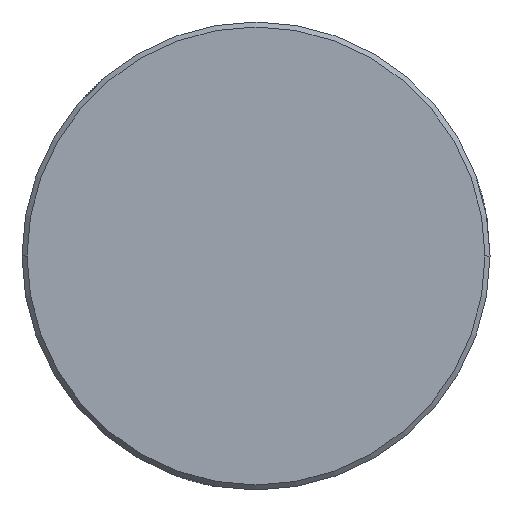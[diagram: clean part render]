
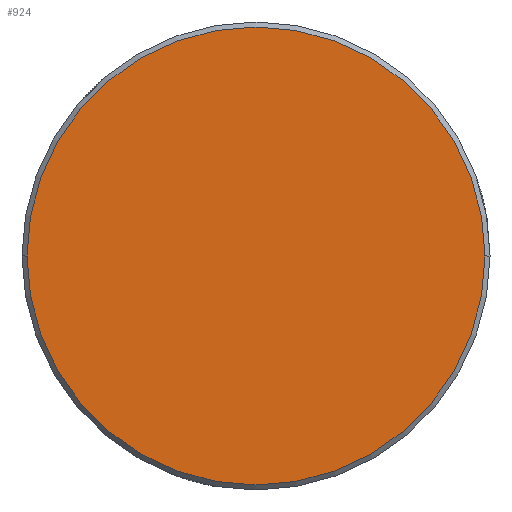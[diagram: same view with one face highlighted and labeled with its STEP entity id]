
A CAD part, left-side view. The second image highlights one B-rep face of the part: STEP entity #924.
In plain terms, the highlighted planar face has unit normal (-1, 0, 0).
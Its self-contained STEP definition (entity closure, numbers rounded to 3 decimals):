
#51 = EDGE_CURVE ( 'NONE', #259, #625, #346, .T. ) ;
#59 = PLANE ( 'NONE',  #575 ) ;
#106 = AXIS2_PLACEMENT_3D ( 'NONE', #1071, #291, #548 ) ;
#121 = EDGE_LOOP ( 'NONE', ( #972, #647 ) ) ;
#142 = DIRECTION ( 'NONE',  ( 0., 0., 1. ) ) ;
#144 = CARTESIAN_POINT ( 'NONE',  ( -97.96, -13.864, -13.864 ) ) ;
#229 = DIRECTION ( 'NONE',  ( -1., 0., 0. ) ) ;
#249 = DIRECTION ( 'NONE',  ( 0., 1., 0. ) ) ;
#251 = CARTESIAN_POINT ( 'NONE',  ( -97.96, 0., 0. ) ) ;
#259 = VERTEX_POINT ( 'NONE', #643 ) ;
#272 = CARTESIAN_POINT ( 'NONE',  ( -97.96, -13.7, 0. ) ) ;
#273 = EDGE_CURVE ( 'NONE', #625, #259, #751, .T. ) ;
#291 = DIRECTION ( 'NONE',  ( -1., 0., 0. ) ) ;
#341 = FACE_OUTER_BOUND ( 'NONE', #121, .T. ) ;
#346 = CIRCLE ( 'NONE', #874, 13.7 ) ;
#521 = DIRECTION ( 'NONE',  ( -1., 0., 0. ) ) ;
#548 = DIRECTION ( 'NONE',  ( 0., 1., 0. ) ) ;
#575 = AXIS2_PLACEMENT_3D ( 'NONE', #144, #229, #142 ) ;
#625 = VERTEX_POINT ( 'NONE', #272 ) ;
#643 = CARTESIAN_POINT ( 'NONE',  ( -97.96, 13.7, 0. ) ) ;
#647 = ORIENTED_EDGE ( 'NONE', *, *, #273, .T. ) ;
#751 = CIRCLE ( 'NONE', #106, 13.7 ) ;
#874 = AXIS2_PLACEMENT_3D ( 'NONE', #251, #521, #249 ) ;
#924 = ADVANCED_FACE ( 'NONE', ( #341 ), #59, .T. ) ;
#972 = ORIENTED_EDGE ( 'NONE', *, *, #51, .T. ) ;
#1071 = CARTESIAN_POINT ( 'NONE',  ( -97.96, 0., 0. ) ) ;
